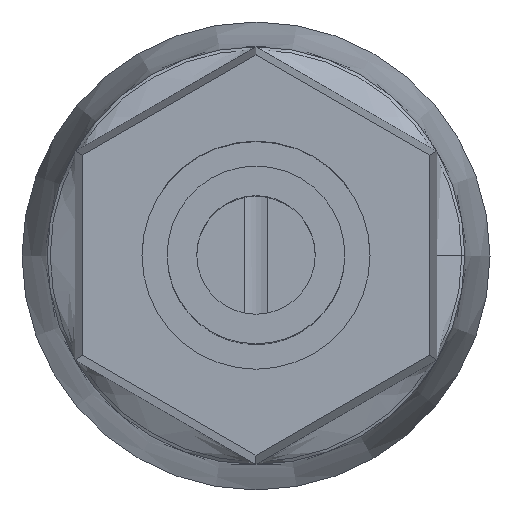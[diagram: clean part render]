
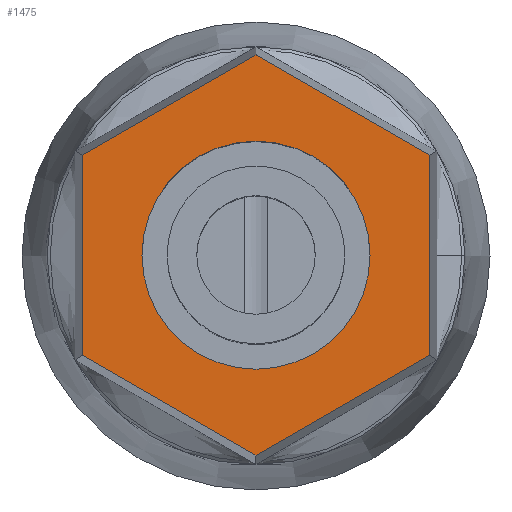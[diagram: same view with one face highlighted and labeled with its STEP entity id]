
A CAD part, top view. The second image highlights one B-rep face of the part: STEP entity #1475.
In plain terms, the highlighted planar face has unit normal (0, 0, 1).
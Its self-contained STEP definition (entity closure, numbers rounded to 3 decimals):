
#1318 = VERTEX_POINT('',#1319);
#1319 = CARTESIAN_POINT('',(5.85,3.377,16.2));
#1324 = EDGE_CURVE('',#1325,#1318,#1327,.T.);
#1325 = VERTEX_POINT('',#1326);
#1326 = CARTESIAN_POINT('',(5.85,-3.377,16.2));
#1327 = LINE('',#1328,#1329);
#1328 = CARTESIAN_POINT('',(5.85,-3.377,16.2));
#1329 = VECTOR('',#1330,1.);
#1330 = DIRECTION('',(0.,1.,0.));
#1347 = VERTEX_POINT('',#1348);
#1348 = CARTESIAN_POINT('',(0.,6.755,16.2));
#1353 = EDGE_CURVE('',#1318,#1347,#1354,.T.);
#1354 = LINE('',#1355,#1356);
#1355 = CARTESIAN_POINT('',(5.85,3.377,16.2));
#1356 = VECTOR('',#1357,1.);
#1357 = DIRECTION('',(-0.866,0.5,0.));
#1370 = VERTEX_POINT('',#1371);
#1371 = CARTESIAN_POINT('',(-5.85,3.377,16.2));
#1376 = EDGE_CURVE('',#1347,#1370,#1377,.T.);
#1377 = LINE('',#1378,#1379);
#1378 = CARTESIAN_POINT('',(0.,6.755,16.2));
#1379 = VECTOR('',#1380,1.);
#1380 = DIRECTION('',(-0.866,-0.5,0.));
#1393 = VERTEX_POINT('',#1394);
#1394 = CARTESIAN_POINT('',(-5.85,-3.377,16.2));
#1399 = EDGE_CURVE('',#1370,#1393,#1400,.T.);
#1400 = LINE('',#1401,#1402);
#1401 = CARTESIAN_POINT('',(-5.85,3.377,16.2));
#1402 = VECTOR('',#1403,1.);
#1403 = DIRECTION('',(0.,-1.,0.));
#1416 = VERTEX_POINT('',#1417);
#1417 = CARTESIAN_POINT('',(0.,-6.755,16.2));
#1422 = EDGE_CURVE('',#1393,#1416,#1423,.T.);
#1423 = LINE('',#1424,#1425);
#1424 = CARTESIAN_POINT('',(-5.85,-3.377,16.2));
#1425 = VECTOR('',#1426,1.);
#1426 = DIRECTION('',(0.866,-0.5,0.));
#1439 = EDGE_CURVE('',#1416,#1325,#1440,.T.);
#1440 = LINE('',#1441,#1442);
#1441 = CARTESIAN_POINT('',(0.,-6.755,16.2));
#1442 = VECTOR('',#1443,1.);
#1443 = DIRECTION('',(0.866,0.5,0.));
#1455 = VERTEX_POINT('',#1456);
#1456 = CARTESIAN_POINT('',(3.85,0.,16.2));
#1462 = EDGE_CURVE('',#1455,#1455,#1463,.T.);
#1463 = CIRCLE('',#1464,3.85);
#1464 = AXIS2_PLACEMENT_3D('',#1465,#1466,#1467);
#1465 = CARTESIAN_POINT('',(0.,0.,16.2));
#1466 = DIRECTION('',(0.,0.,1.));
#1467 = DIRECTION('',(1.,0.,0.));
#1475 = ADVANCED_FACE('',(#1476,#1484),#1487,.F.);
#1476 = FACE_BOUND('',#1477,.F.);
#1477 = EDGE_LOOP('',(#1478,#1479,#1480,#1481,#1482,#1483));
#1478 = ORIENTED_EDGE('',*,*,#1376,.F.);
#1479 = ORIENTED_EDGE('',*,*,#1353,.F.);
#1480 = ORIENTED_EDGE('',*,*,#1324,.F.);
#1481 = ORIENTED_EDGE('',*,*,#1439,.F.);
#1482 = ORIENTED_EDGE('',*,*,#1422,.F.);
#1483 = ORIENTED_EDGE('',*,*,#1399,.F.);
#1484 = FACE_BOUND('',#1485,.F.);
#1485 = EDGE_LOOP('',(#1486));
#1486 = ORIENTED_EDGE('',*,*,#1462,.T.);
#1487 = PLANE('',#1488);
#1488 = AXIS2_PLACEMENT_3D('',#1489,#1490,#1491);
#1489 = CARTESIAN_POINT('',(0.,6.755,16.2));
#1490 = DIRECTION('',(0.,0.,-1.));
#1491 = DIRECTION('',(-1.,0.,0.));
